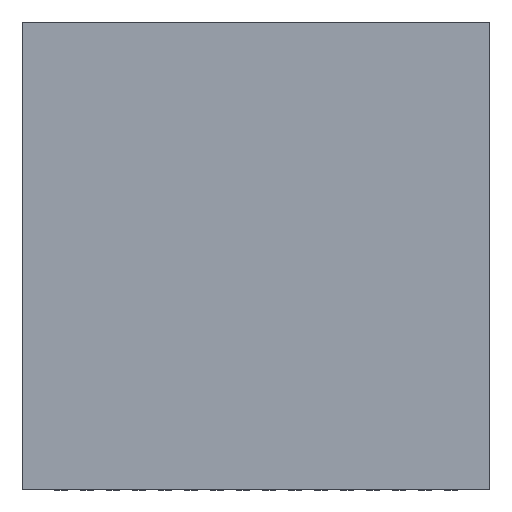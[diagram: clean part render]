
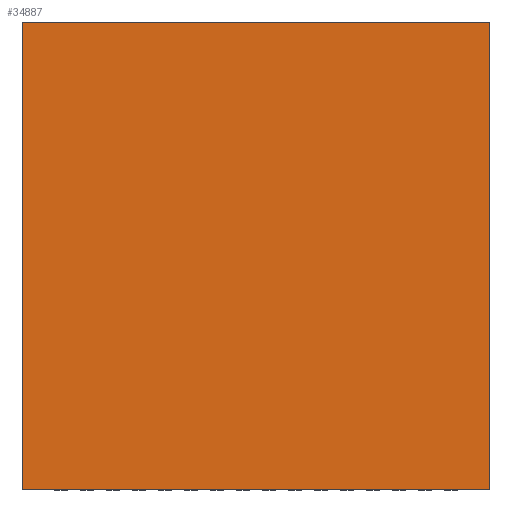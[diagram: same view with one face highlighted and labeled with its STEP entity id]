
A CAD part, top view. The second image highlights one B-rep face of the part: STEP entity #34887.
In plain terms, the highlighted face is planar.
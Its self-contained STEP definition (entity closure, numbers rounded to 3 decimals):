
#26678=DIRECTION('',(0.,0.,1.));
#26679=VECTOR('',#26678,9.);
#26680=CARTESIAN_POINT('',(-4.5,0.975,-4.5));
#26681=LINE('',#26680,#26679);
#26685=DIRECTION('',(-1.,0.,0.));
#26686=VECTOR('',#26685,9.);
#26687=CARTESIAN_POINT('',(4.5,0.975,-4.5));
#26688=LINE('',#26687,#26686);
#26692=DIRECTION('',(0.,0.,-1.));
#26693=VECTOR('',#26692,9.);
#26694=CARTESIAN_POINT('',(4.5,0.975,4.5));
#26695=LINE('',#26694,#26693);
#26699=DIRECTION('',(1.,0.,0.));
#26700=VECTOR('',#26699,9.);
#26701=CARTESIAN_POINT('',(-4.5,0.975,4.5));
#26702=LINE('',#26701,#26700);
#29006=CARTESIAN_POINT('',(-4.5,0.975,-4.5));
#29007=CARTESIAN_POINT('',(-4.5,0.975,4.5));
#29008=VERTEX_POINT('',#29006);
#29009=VERTEX_POINT('',#29007);
#29010=CARTESIAN_POINT('',(4.5,0.975,4.5));
#29011=VERTEX_POINT('',#29010);
#29012=CARTESIAN_POINT('',(4.5,0.975,-4.5));
#29013=VERTEX_POINT('',#29012);
#34876=CARTESIAN_POINT('',(0.,0.975,0.));
#34877=DIRECTION('',(0.,1.,0.));
#34878=DIRECTION('',(1.,0.,0.));
#34879=AXIS2_PLACEMENT_3D('',#34876,#34877,#34878);
#34880=PLANE('',#34879);
#34881=ORIENTED_EDGE('',*,*,#31552,.F.);
#34882=ORIENTED_EDGE('',*,*,#31819,.F.);
#34883=ORIENTED_EDGE('',*,*,#33291,.F.);
#34884=ORIENTED_EDGE('',*,*,#34657,.F.);
#34885=EDGE_LOOP('',(#34881,#34882,#34883,#34884));
#34886=FACE_OUTER_BOUND('',#34885,.F.);
#31552=EDGE_CURVE('',#29008,#29009,#26681,.T.);
#31819=EDGE_CURVE('',#29013,#29008,#26688,.T.);
#33291=EDGE_CURVE('',#29011,#29013,#26695,.T.);
#34657=EDGE_CURVE('',#29009,#29011,#26702,.T.);
#34887=ADVANCED_FACE('',(#34886),#34880,.T.);
